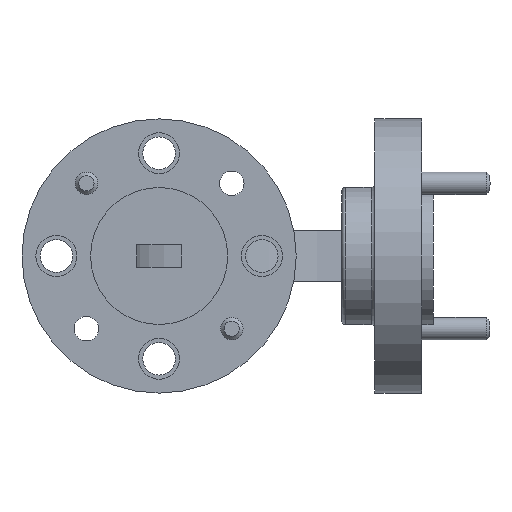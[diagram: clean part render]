
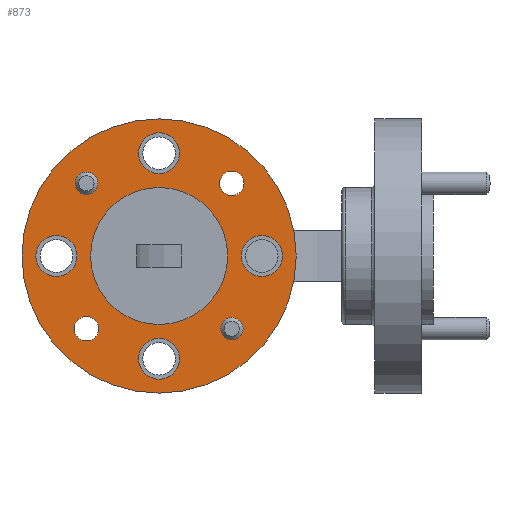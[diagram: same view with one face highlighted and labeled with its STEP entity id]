
A CAD part, left-side view. The second image highlights one B-rep face of the part: STEP entity #873.
In plain terms, the highlighted planar face has unit normal (-1, 0, 0).
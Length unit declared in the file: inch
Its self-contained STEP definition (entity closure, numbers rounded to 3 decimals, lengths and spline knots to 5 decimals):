
#8 = AXIS2_PLACEMENT_3D ( 'NONE', #759, #1254, #1405 ) ;
#131 = AXIS2_PLACEMENT_3D ( 'NONE', #1373, #413, #1209 ) ;
#147 = DIRECTION ( 'NONE',  ( 0., 1., 0. ) ) ;
#148 = EDGE_CURVE ( 'NONE', #1013, #1013, #1449, .T. ) ;
#162 = CARTESIAN_POINT ( 'NONE',  ( 0.032, 0.22945, 0.1987 ) ) ;
#215 = VERTEX_POINT ( 'NONE', #1985 ) ;
#226 = CARTESIAN_POINT ( 'NONE',  ( 0.032, -0.225, 0. ) ) ;
#249 = FACE_BOUND ( 'NONE', #257, .T. ) ;
#257 = EDGE_LOOP ( 'NONE', ( #1108 ) ) ;
#329 = CIRCLE ( 'NONE', #1836, 0.056 ) ;
#339 = AXIS2_PLACEMENT_3D ( 'NONE', #1230, #1370, #411 ) ;
#404 = CARTESIAN_POINT ( 'NONE',  ( 0.032, 0., -0.281 ) ) ;
#411 = DIRECTION ( 'NONE',  ( 0., 1., 0. ) ) ;
#413 = DIRECTION ( 'NONE',  ( -1., 0., 0. ) ) ;
#446 = EDGE_LOOP ( 'NONE', ( #577 ) ) ;
#460 = DIRECTION ( 'NONE',  ( -1., 0., 0. ) ) ;
#485 = AXIS2_PLACEMENT_3D ( 'NONE', #404, #1894, #901 ) ;
#488 = EDGE_LOOP ( 'NONE', ( #541 ) ) ;
#517 = VERTEX_POINT ( 'NONE', #1647 ) ;
#521 = AXIS2_PLACEMENT_3D ( 'NONE', #724, #561, #1880 ) ;
#532 = PLANE ( 'NONE',  #989 ) ;
#541 = ORIENTED_EDGE ( 'NONE', *, *, #1533, .F. ) ;
#561 = DIRECTION ( 'NONE',  ( -1., 0., 0. ) ) ;
#572 = FACE_BOUND ( 'NONE', #488, .T. ) ;
#577 = ORIENTED_EDGE ( 'NONE', *, *, #1513, .F. ) ;
#600 = FACE_OUTER_BOUND ( 'NONE', #913, .T. ) ;
#655 = FACE_BOUND ( 'NONE', #1309, .T. ) ;
#673 = CIRCLE ( 'NONE', #131, 0.0335 ) ;
#703 = CIRCLE ( 'NONE', #1060, 0.03075 ) ;
#722 = CARTESIAN_POINT ( 'NONE',  ( 0.032, 0.1987, -0.1987 ) ) ;
#724 = CARTESIAN_POINT ( 'NONE',  ( 0.032, 0.281, 0. ) ) ;
#759 = CARTESIAN_POINT ( 'NONE',  ( 0.032, 0., 0.281 ) ) ;
#766 = AXIS2_PLACEMENT_3D ( 'NONE', #1942, #460, #147 ) ;
#782 = EDGE_CURVE ( 'NONE', #1376, #1376, #703, .T. ) ;
#805 = AXIS2_PLACEMENT_3D ( 'NONE', #722, #1721, #1382 ) ;
#867 = CIRCLE ( 'NONE', #485, 0.056 ) ;
#873 = ADVANCED_FACE ( 'NONE', ( #1512, #1074, #572, #249, #1385, #1280, #1541, #655, #995, #600 ), #532, .T. ) ;
#891 = CARTESIAN_POINT ( 'NONE',  ( 0.032, 0.056, -0.281 ) ) ;
#901 = DIRECTION ( 'NONE',  ( 0., 1., 0. ) ) ;
#913 = EDGE_LOOP ( 'NONE', ( #1172 ) ) ;
#917 = EDGE_LOOP ( 'NONE', ( #2095 ) ) ;
#919 = DIRECTION ( 'NONE',  ( -1., 0., 0. ) ) ;
#939 = CARTESIAN_POINT ( 'NONE',  ( 0.032, -0.1987, -0.1987 ) ) ;
#989 = AXIS2_PLACEMENT_3D ( 'NONE', #1170, #1496, #1849 ) ;
#995 = FACE_BOUND ( 'NONE', #1229, .T. ) ;
#1012 = ORIENTED_EDGE ( 'NONE', *, *, #1047, .F. ) ;
#1013 = VERTEX_POINT ( 'NONE', #2114 ) ;
#1026 = EDGE_CURVE ( 'NONE', #215, #215, #2048, .T. ) ;
#1047 = EDGE_CURVE ( 'NONE', #517, #517, #673, .T. ) ;
#1060 = AXIS2_PLACEMENT_3D ( 'NONE', #2009, #1529, #2039 ) ;
#1069 = CIRCLE ( 'NONE', #2103, 0.03075 ) ;
#1074 = FACE_BOUND ( 'NONE', #917, .T. ) ;
#1079 = ORIENTED_EDGE ( 'NONE', *, *, #782, .F. ) ;
#1092 = CIRCLE ( 'NONE', #805, 0.0335 ) ;
#1108 = ORIENTED_EDGE ( 'NONE', *, *, #1685, .F. ) ;
#1137 = DIRECTION ( 'NONE',  ( 0., 1., 0. ) ) ;
#1170 = CARTESIAN_POINT ( 'NONE',  ( 0.032, 0., 0. ) ) ;
#1172 = ORIENTED_EDGE ( 'NONE', *, *, #148, .T. ) ;
#1196 = CARTESIAN_POINT ( 'NONE',  ( 0.032, 0.056, 0.281 ) ) ;
#1209 = DIRECTION ( 'NONE',  ( 0., 1., 0. ) ) ;
#1229 = EDGE_LOOP ( 'NONE', ( #1392 ) ) ;
#1230 = CARTESIAN_POINT ( 'NONE',  ( 0.032, 0., 0. ) ) ;
#1254 = DIRECTION ( 'NONE',  ( -1., 0., 0. ) ) ;
#1265 = DIRECTION ( 'NONE',  ( -1., 0., 0. ) ) ;
#1280 = FACE_BOUND ( 'NONE', #1777, .T. ) ;
#1282 = EDGE_CURVE ( 'NONE', #1505, #1505, #2072, .T. ) ;
#1299 = ORIENTED_EDGE ( 'NONE', *, *, #1026, .F. ) ;
#1309 = EDGE_LOOP ( 'NONE', ( #1012 ) ) ;
#1310 = ORIENTED_EDGE ( 'NONE', *, *, #1321, .F. ) ;
#1314 = EDGE_LOOP ( 'NONE', ( #1079 ) ) ;
#1321 = EDGE_CURVE ( 'NONE', #1428, #1428, #329, .T. ) ;
#1367 = CARTESIAN_POINT ( 'NONE',  ( 0.032, 0.1875, 0. ) ) ;
#1370 = DIRECTION ( 'NONE',  ( -1., 0., 0. ) ) ;
#1373 = CARTESIAN_POINT ( 'NONE',  ( 0.032, -0.1987, 0.1987 ) ) ;
#1376 = VERTEX_POINT ( 'NONE', #162 ) ;
#1382 = DIRECTION ( 'NONE',  ( 0., 1., 0. ) ) ;
#1385 = FACE_BOUND ( 'NONE', #1678, .T. ) ;
#1392 = ORIENTED_EDGE ( 'NONE', *, *, #1282, .F. ) ;
#1405 = DIRECTION ( 'NONE',  ( 0., 1., 0. ) ) ;
#1428 = VERTEX_POINT ( 'NONE', #226 ) ;
#1449 = CIRCLE ( 'NONE', #339, 0.375 ) ;
#1496 = DIRECTION ( 'NONE',  ( -1., 0., 0. ) ) ;
#1502 = VERTEX_POINT ( 'NONE', #1196 ) ;
#1505 = VERTEX_POINT ( 'NONE', #1367 ) ;
#1512 = FACE_BOUND ( 'NONE', #1314, .T. ) ;
#1513 = EDGE_CURVE ( 'NONE', #1959, #1959, #1092, .T. ) ;
#1529 = DIRECTION ( 'NONE',  ( -1., 0., 0. ) ) ;
#1533 = EDGE_CURVE ( 'NONE', #1560, #1560, #867, .T. ) ;
#1541 = FACE_BOUND ( 'NONE', #446, .T. ) ;
#1560 = VERTEX_POINT ( 'NONE', #891 ) ;
#1612 = CARTESIAN_POINT ( 'NONE',  ( 0.032, -0.281, 0. ) ) ;
#1647 = CARTESIAN_POINT ( 'NONE',  ( 0.032, -0.1652, 0.1987 ) ) ;
#1677 = CARTESIAN_POINT ( 'NONE',  ( 0.032, -0.16795, -0.1987 ) ) ;
#1678 = EDGE_LOOP ( 'NONE', ( #1310 ) ) ;
#1685 = EDGE_CURVE ( 'NONE', #1502, #1502, #1692, .T. ) ;
#1692 = CIRCLE ( 'NONE', #8, 0.056 ) ;
#1696 = EDGE_CURVE ( 'NONE', #1717, #1717, #1069, .T. ) ;
#1717 = VERTEX_POINT ( 'NONE', #1677 ) ;
#1721 = DIRECTION ( 'NONE',  ( -1., 0., 0. ) ) ;
#1777 = EDGE_LOOP ( 'NONE', ( #1299 ) ) ;
#1836 = AXIS2_PLACEMENT_3D ( 'NONE', #1612, #1265, #1137 ) ;
#1849 = DIRECTION ( 'NONE',  ( 0., 1., 0. ) ) ;
#1880 = DIRECTION ( 'NONE',  ( 0., 1., 0. ) ) ;
#1894 = DIRECTION ( 'NONE',  ( -1., 0., 0. ) ) ;
#1942 = CARTESIAN_POINT ( 'NONE',  ( 0.032, 0., 0. ) ) ;
#1959 = VERTEX_POINT ( 'NONE', #2041 ) ;
#1985 = CARTESIAN_POINT ( 'NONE',  ( 0.032, 0.337, 0. ) ) ;
#2009 = CARTESIAN_POINT ( 'NONE',  ( 0.032, 0.1987, 0.1987 ) ) ;
#2039 = DIRECTION ( 'NONE',  ( 0., 1., 0. ) ) ;
#2041 = CARTESIAN_POINT ( 'NONE',  ( 0.032, 0.2322, -0.1987 ) ) ;
#2048 = CIRCLE ( 'NONE', #521, 0.056 ) ;
#2072 = CIRCLE ( 'NONE', #766, 0.1875 ) ;
#2082 = DIRECTION ( 'NONE',  ( 0., 1., 0. ) ) ;
#2095 = ORIENTED_EDGE ( 'NONE', *, *, #1696, .F. ) ;
#2103 = AXIS2_PLACEMENT_3D ( 'NONE', #939, #919, #2082 ) ;
#2114 = CARTESIAN_POINT ( 'NONE',  ( 0.032, 0.375, 0. ) ) ;
